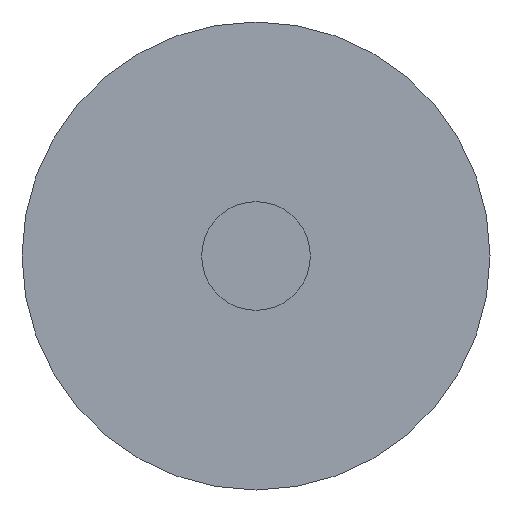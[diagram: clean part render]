
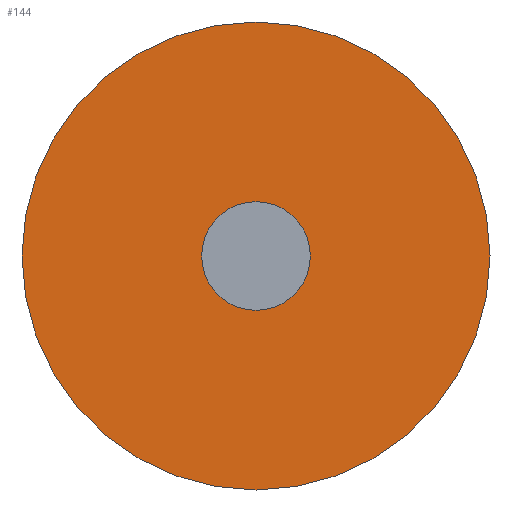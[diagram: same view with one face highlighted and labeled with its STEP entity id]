
A CAD part, front view. The second image highlights one B-rep face of the part: STEP entity #144.
In plain terms, the highlighted planar face has unit normal (0, -1, 0).
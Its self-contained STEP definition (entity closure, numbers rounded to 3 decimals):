
#11 = VERTEX_POINT ( 'NONE', #242 ) ;
#27 = CARTESIAN_POINT ( 'NONE',  ( 0., 0., 6.25 ) ) ;
#30 = CARTESIAN_POINT ( 'NONE',  ( 0., 0., 0. ) ) ;
#36 = FACE_OUTER_BOUND ( 'NONE', #207, .T. ) ;
#58 = DIRECTION ( 'NONE',  ( 0., 0., 1. ) ) ;
#63 = ORIENTED_EDGE ( 'NONE', *, *, #190, .F. ) ;
#84 = AXIS2_PLACEMENT_3D ( 'NONE', #159, #95, #124 ) ;
#95 = DIRECTION ( 'NONE',  ( 0., 1., 0. ) ) ;
#121 = CIRCLE ( 'NONE', #176, 1.45 ) ;
#124 = DIRECTION ( 'NONE',  ( 0., 0., 1. ) ) ;
#144 = ADVANCED_FACE ( 'NONE', ( #221, #36 ), #219, .F. ) ;
#148 = EDGE_CURVE ( 'NONE', #241, #11, #313, .T. ) ;
#152 = DIRECTION ( 'NONE',  ( 0., -1., 0. ) ) ;
#155 = CIRCLE ( 'NONE', #348, 6.25 ) ;
#158 = DIRECTION ( 'NONE',  ( 0., 1., 0. ) ) ;
#159 = CARTESIAN_POINT ( 'NONE',  ( 0., 0., 0. ) ) ;
#162 = VERTEX_POINT ( 'NONE', #346 ) ;
#163 = ORIENTED_EDGE ( 'NONE', *, *, #148, .F. ) ;
#176 = AXIS2_PLACEMENT_3D ( 'NONE', #250, #339, #340 ) ;
#190 = EDGE_CURVE ( 'NONE', #11, #241, #155, .T. ) ;
#207 = EDGE_LOOP ( 'NONE', ( #63, #163 ) ) ;
#211 = DIRECTION ( 'NONE',  ( 0., 0., -1. ) ) ;
#219 = PLANE ( 'NONE',  #84 ) ;
#221 = FACE_BOUND ( 'NONE', #336, .T. ) ;
#227 = ORIENTED_EDGE ( 'NONE', *, *, #374, .F. ) ;
#232 = ORIENTED_EDGE ( 'NONE', *, *, #391, .F. ) ;
#241 = VERTEX_POINT ( 'NONE', #27 ) ;
#242 = CARTESIAN_POINT ( 'NONE',  ( 0., 0., -6.25 ) ) ;
#250 = CARTESIAN_POINT ( 'NONE',  ( 0., 0., 0. ) ) ;
#251 = DIRECTION ( 'NONE',  ( 0., 0., 1. ) ) ;
#269 = VERTEX_POINT ( 'NONE', #305 ) ;
#280 = CARTESIAN_POINT ( 'NONE',  ( 0., 0., 0. ) ) ;
#305 = CARTESIAN_POINT ( 'NONE',  ( 0., 0., 1.45 ) ) ;
#313 = CIRCLE ( 'NONE', #370, 6.25 ) ;
#315 = CARTESIAN_POINT ( 'NONE',  ( 0., 0., 0. ) ) ;
#336 = EDGE_LOOP ( 'NONE', ( #232, #227 ) ) ;
#339 = DIRECTION ( 'NONE',  ( 0., -1., 0. ) ) ;
#340 = DIRECTION ( 'NONE',  ( 0., 0., -1. ) ) ;
#343 = CIRCLE ( 'NONE', #389, 1.45 ) ;
#346 = CARTESIAN_POINT ( 'NONE',  ( 0., 0., -1.45 ) ) ;
#348 = AXIS2_PLACEMENT_3D ( 'NONE', #315, #379, #251 ) ;
#370 = AXIS2_PLACEMENT_3D ( 'NONE', #280, #158, #58 ) ;
#374 = EDGE_CURVE ( 'NONE', #269, #162, #343, .T. ) ;
#379 = DIRECTION ( 'NONE',  ( 0., 1., 0. ) ) ;
#389 = AXIS2_PLACEMENT_3D ( 'NONE', #30, #152, #211 ) ;
#391 = EDGE_CURVE ( 'NONE', #162, #269, #121, .T. ) ;
